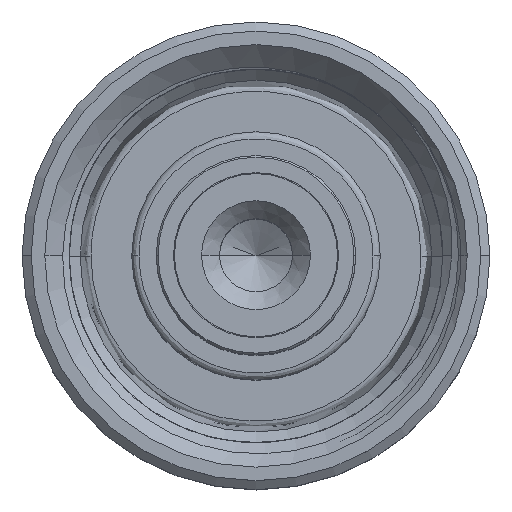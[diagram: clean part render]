
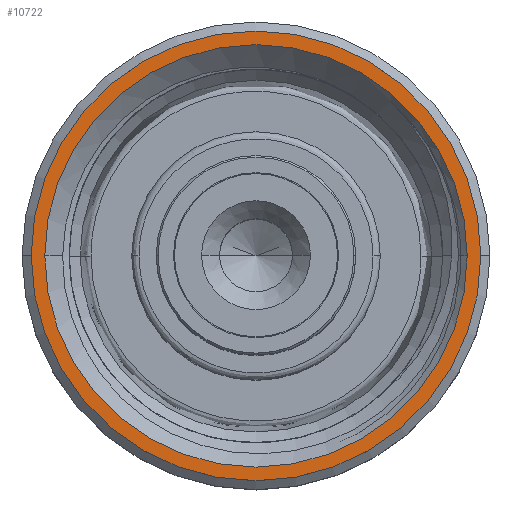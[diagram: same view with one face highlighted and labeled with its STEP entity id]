
A CAD part, top view. The second image highlights one B-rep face of the part: STEP entity #10722.
In plain terms, the highlighted planar face has unit normal (0, 0, 1).
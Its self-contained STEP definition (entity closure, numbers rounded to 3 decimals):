
#877 = PLANE ( 'NONE',  #7525 ) ;
#965 = EDGE_CURVE ( 'NONE', #7785, #11477, #13035, .T. ) ;
#1032 = FACE_BOUND ( 'NONE', #13246, .T. ) ;
#1218 = AXIS2_PLACEMENT_3D ( 'NONE', #14441, #15580, #7909 ) ;
#1350 = AXIS2_PLACEMENT_3D ( 'NONE', #9176, #5545, #6838 ) ;
#2195 = CARTESIAN_POINT ( 'NONE',  ( -5.825, 0., 6.15 ) ) ;
#2630 = CARTESIAN_POINT ( 'NONE',  ( 0., 0., 6.15 ) ) ;
#2664 = VERTEX_POINT ( 'NONE', #2195 ) ;
#3200 = EDGE_CURVE ( 'NONE', #11477, #7785, #14881, .T. ) ;
#3350 = CARTESIAN_POINT ( 'NONE',  ( 6.2, 0., 6.15 ) ) ;
#3493 = ORIENTED_EDGE ( 'NONE', *, *, #13123, .T. ) ;
#4556 = EDGE_LOOP ( 'NONE', ( #14540, #4757 ) ) ;
#4757 = ORIENTED_EDGE ( 'NONE', *, *, #965, .F. ) ;
#5545 = DIRECTION ( 'NONE',  ( 0., 0., -1. ) ) ;
#5597 = DIRECTION ( 'NONE',  ( 0., 0., -1. ) ) ;
#5794 = DIRECTION ( 'NONE',  ( 0., 0., 1. ) ) ;
#6838 = DIRECTION ( 'NONE',  ( 1., 0., 0. ) ) ;
#7009 = AXIS2_PLACEMENT_3D ( 'NONE', #2630, #5597, #10596 ) ;
#7525 = AXIS2_PLACEMENT_3D ( 'NONE', #14341, #5794, #13120 ) ;
#7785 = VERTEX_POINT ( 'NONE', #3350 ) ;
#7800 = CIRCLE ( 'NONE', #1350, 5.825 ) ;
#7909 = DIRECTION ( 'NONE',  ( -1., 0., 0. ) ) ;
#9018 = CARTESIAN_POINT ( 'NONE',  ( 0., 0., 6.15 ) ) ;
#9176 = CARTESIAN_POINT ( 'NONE',  ( 0., 0., 6.15 ) ) ;
#9414 = FACE_OUTER_BOUND ( 'NONE', #4556, .T. ) ;
#10057 = EDGE_CURVE ( 'NONE', #2664, #15156, #13442, .T. ) ;
#10596 = DIRECTION ( 'NONE',  ( 1., 0., 0. ) ) ;
#10611 = CARTESIAN_POINT ( 'NONE',  ( 5.825, 0., 6.15 ) ) ;
#10667 = CARTESIAN_POINT ( 'NONE',  ( -6.2, 0., 6.15 ) ) ;
#10722 = ADVANCED_FACE ( 'NONE', ( #9414, #1032 ), #877, .T. ) ;
#10854 = ORIENTED_EDGE ( 'NONE', *, *, #10057, .T. ) ;
#11477 = VERTEX_POINT ( 'NONE', #10667 ) ;
#13035 = CIRCLE ( 'NONE', #1218, 6.2 ) ;
#13120 = DIRECTION ( 'NONE',  ( 1., 0., 0. ) ) ;
#13123 = EDGE_CURVE ( 'NONE', #15156, #2664, #7800, .T. ) ;
#13246 = EDGE_LOOP ( 'NONE', ( #3493, #10854 ) ) ;
#13442 = CIRCLE ( 'NONE', #7009, 5.825 ) ;
#14170 = DIRECTION ( 'NONE',  ( -1., 0., 0. ) ) ;
#14341 = CARTESIAN_POINT ( 'NONE',  ( 0., 6.2, 6.15 ) ) ;
#14441 = CARTESIAN_POINT ( 'NONE',  ( 0., 0., 6.15 ) ) ;
#14540 = ORIENTED_EDGE ( 'NONE', *, *, #3200, .F. ) ;
#14881 = CIRCLE ( 'NONE', #15911, 6.2 ) ;
#15156 = VERTEX_POINT ( 'NONE', #10611 ) ;
#15241 = DIRECTION ( 'NONE',  ( 0., 0., -1. ) ) ;
#15580 = DIRECTION ( 'NONE',  ( 0., 0., -1. ) ) ;
#15911 = AXIS2_PLACEMENT_3D ( 'NONE', #9018, #15241, #14170 ) ;
